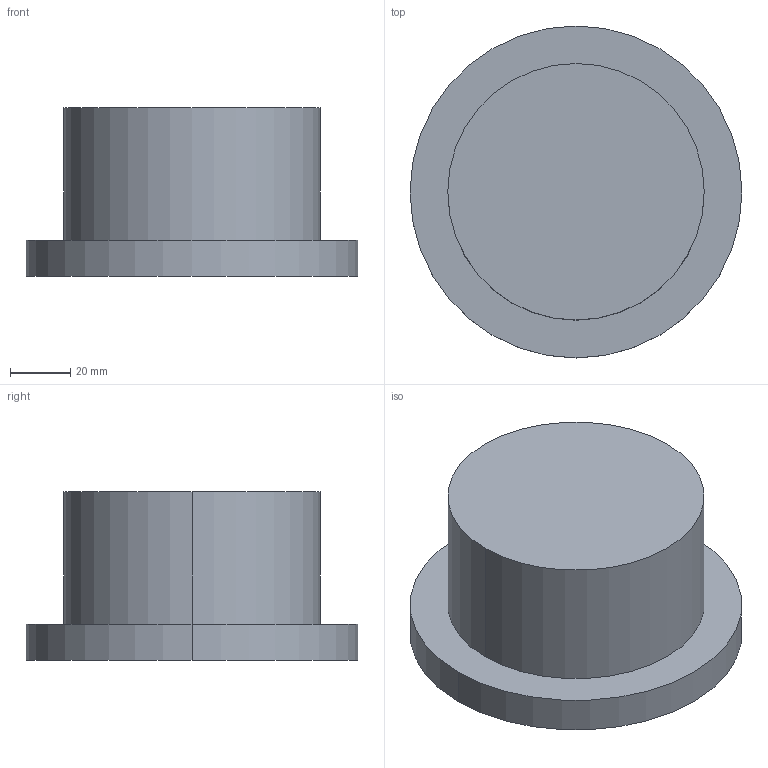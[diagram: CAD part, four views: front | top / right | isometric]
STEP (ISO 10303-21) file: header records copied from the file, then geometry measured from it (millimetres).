
FILE_DESCRIPTION (( 'STEP AP214' ), '1' );
FILE_NAME ('GDK110-9-18Z-2.2-4.4.STEP', '2024-07-26T05:32:14', ( '00' ), ( '' ), 'SwSTEP 2.0', 'SolidWorks 2018', '' );
FILE_SCHEMA (( 'AUTOMOTIVE_DESIGN' ));
Length unit declared in the file: millimetre
Products named in the file (1): GDK110-9-18Z-2.2-4.4
Bounding box: 110 x 110 x 56 mm (x, y, z)
Volume: 363717.9 mm3; surface area: 34903.1 mm2
Topology: 1 solids, 1 shells, 7 faces, 12 edges, 8 vertices
Faces by surface type: cylinder 4, plane 3
Entity records: 285 total; most frequent: DIRECTION 36, CARTESIAN_POINT 28, ORIENTED_EDGE 24, AXIS2_PLACEMENT_3D 16, EDGE_CURVE 12, UNCERTAINTY_MEASURE_WITH_UNIT 10, PRESENTATION_STYLE_ASSIGNMENT 9, SURFACE_STYLE_USAGE 9
